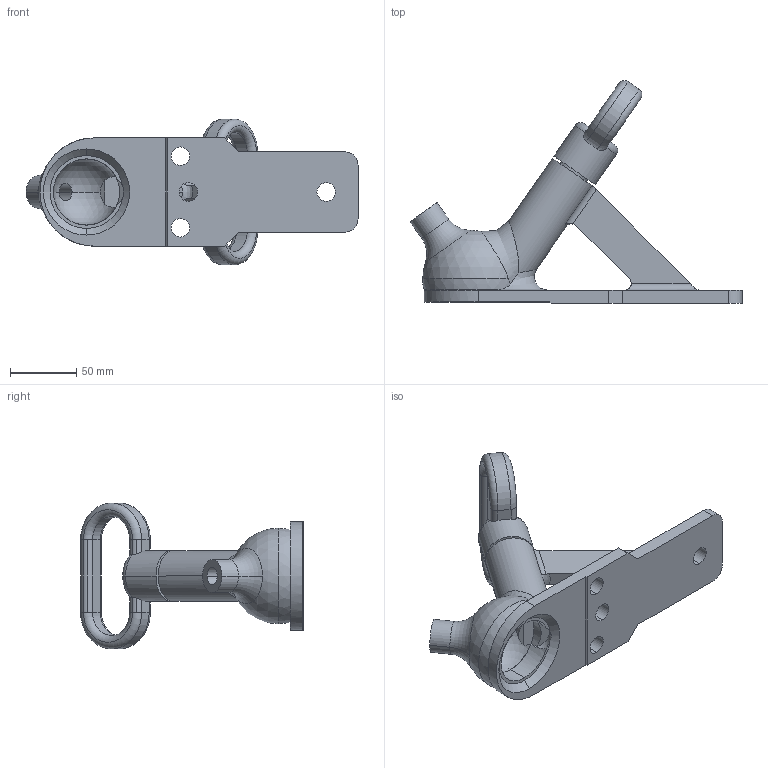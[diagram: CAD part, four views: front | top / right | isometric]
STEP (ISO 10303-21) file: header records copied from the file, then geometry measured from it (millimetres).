
FILE_DESCRIPTION (( 'STEP AP203' ), '1' );
FILE_NAME ('ADR-HITCH_REV_A.step', '2025-08-17T04:50:31', ( '' ), ( '' ), 'SwSTEP 2.0', 'SolidWorks 2024', '' );
FILE_SCHEMA (( 'CONFIG_CONTROL_DESIGN' ));
Length unit declared in the file: millimetre
Products named in the file (1): ADR-HITCH_REV_A
Bounding box: 250.42 x 168.04 x 110 mm (x, y, z)
Volume: 421335.4 mm3; surface area: 100610.9 mm2
Topology: 2 solids, 2 shells, 107 faces, 288 edges, 180 vertices
Faces by surface type: cylinder 56, plane 28, torus 13, bspline 4, sphere 4, cone 2
Entity records: 4394 total; most frequent: CARTESIAN_POINT 1709, ORIENTED_EDGE 560, DIRECTION 550, EDGE_CURVE 280, AXIS2_PLACEMENT_3D 223, VERTEX_POINT 175, EDGE_LOOP 121, CIRCLE 119
